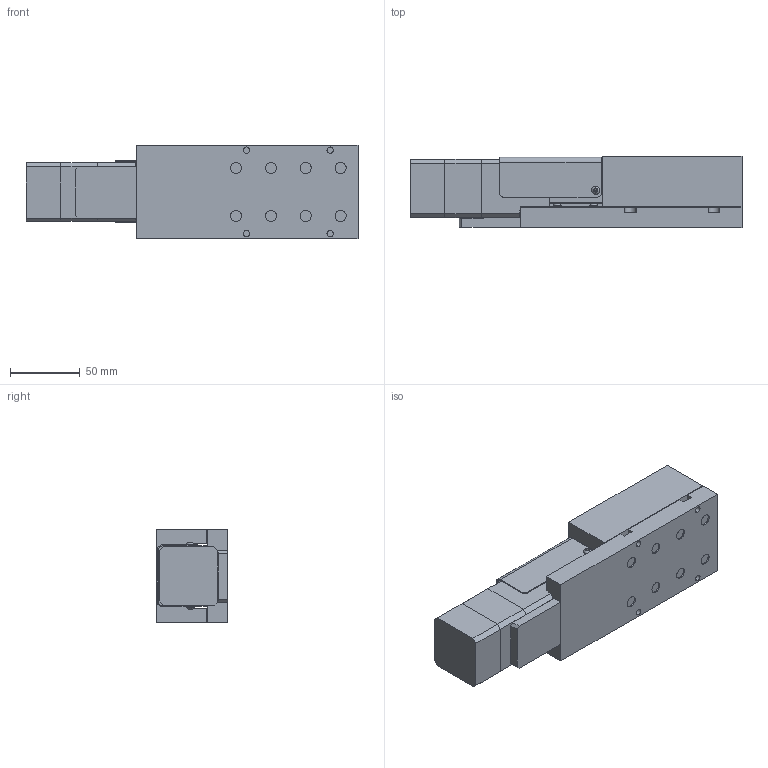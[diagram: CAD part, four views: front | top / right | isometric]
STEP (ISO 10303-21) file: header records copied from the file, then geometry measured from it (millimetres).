
FILE_DESCRIPTION (( 'STEP AP214' ), '1' );
FILE_NAME ('MCS-050-BS-A-M-S-D-00.STEP', '2019-01-18T18:48:28', ( 'Windows User' ), ( '' ), 'SwSTEP 2.0', 'SolidWorks 2018', '' );
FILE_SCHEMA (( 'AUTOMOTIVE_DESIGN' ));
Length unit declared in the file: millimetre
Products named in the file (13): 1000105_file_export12; 1000101_file_export14; 1000103_file_export18; 1000104_file_export17; 1000074_file_export13; 1000102_file_export21; 1000072_file_export15; 1000002_file_export19; 1000004_file_export103; MCS-050-BS-A-M-S-D-00; 1000004_file_export117; 1000005_file_export156; 1000007_file_export85
Assembly tree (17 placements, depth 3):
  MCS-050-BS-A-M-S-D-00
    1000002_file_export19
    1000074_file_export13
    1000105_file_export12
    1000072_file_export15
    1000102_file_export21
    1000101_file_export14
    1000104_file_export17
      1000103_file_export18
    1000007_file_export85  x2
    1000004_file_export103  x2
    1000004_file_export117  x4
    1000005_file_export156
Bounding box: 238.25 x 51 x 67.13 mm (x, y, z)
Volume: 624938.6 mm3; surface area: 113350.7 mm2
Topology: 16 solids, 16 shells, 398 faces, 934 edges, 580 vertices
Faces by surface type: plane 235, cylinder 97, cone 50, sphere 12, torus 4
Entity records: 8933 total; most frequent: DIRECTION 1499, CARTESIAN_POINT 1461, ORIENTED_EDGE 1354, EDGE_CURVE 677, AXIS2_PLACEMENT_3D 522, VECTOR 455, LINE 455, VERTEX_POINT 438
